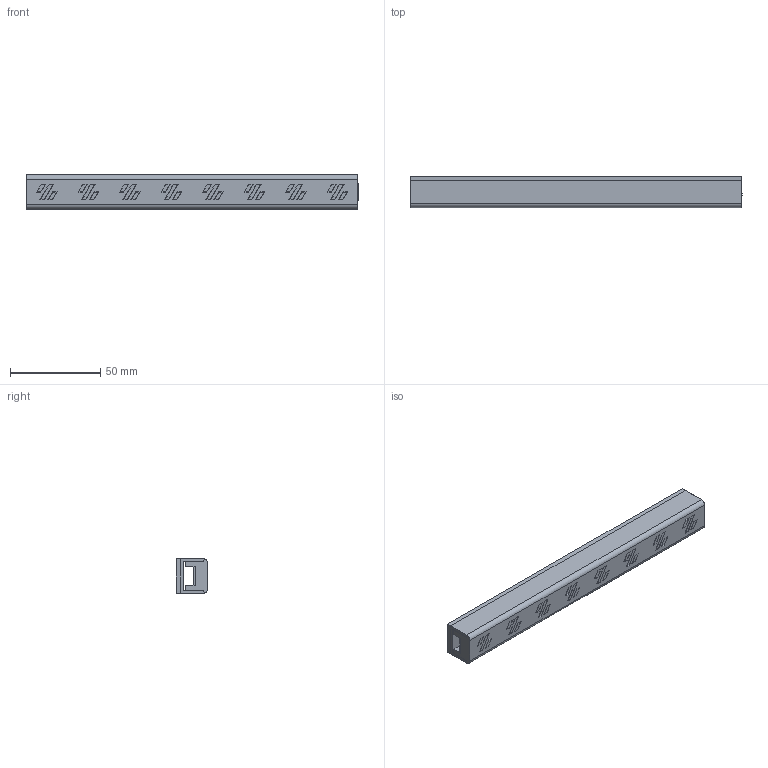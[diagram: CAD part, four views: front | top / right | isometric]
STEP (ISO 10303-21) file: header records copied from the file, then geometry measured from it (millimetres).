
FILE_DESCRIPTION(/* description */ (''),/* implementation_level */ '2;1');
FILE_NAME(/* name */ 'Voron logo apron LED case.step',/* time_stamp */ '2024-06-12T13:23:07+02:00',/* author */ (''),/* organization */ (''),/* preprocessor_version */ 'ST-DEVELOPER v20',/* originating_system */ 'Autodesk Translation Framework v12.20.1.177',/* authorisation */ '');
FILE_SCHEMA (('AUTOMOTIVE_DESIGN { 1 0 10303 214 3 1 1 }'));
Length unit declared in the file: millimetre
Products named in the file (1): Voron logo apron LED case
Bounding box: 184.4 x 17.5 x 19 mm (x, y, z)
Volume: 56479.8 mm3; surface area: 59820.7 mm2
Topology: 12 solids, 12 shells, 755 faces, 2076 edges, 1380 vertices
Faces by surface type: plane 497, bspline 160, cylinder 92, cone 6
Full cylindrical faces by diameter (mm): 8 x8
Entity records: 26538 total; most frequent: CARTESIAN_POINT 8212, ORIENTED_EDGE 4152, DIRECTION 3170, EDGE_CURVE 2076, LINE 1534, VECTOR 1534, VERTEX_POINT 1380, EDGE_LOOP 850
